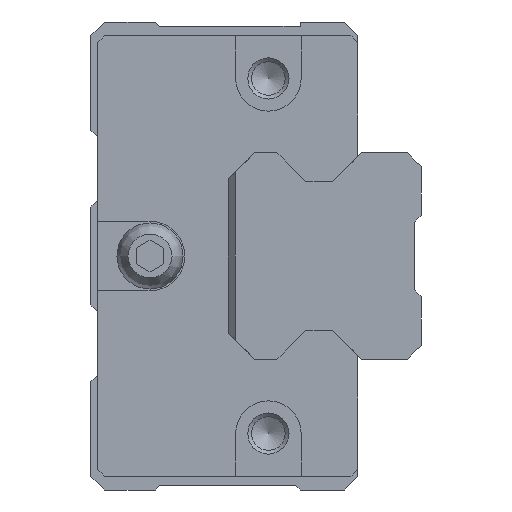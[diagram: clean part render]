
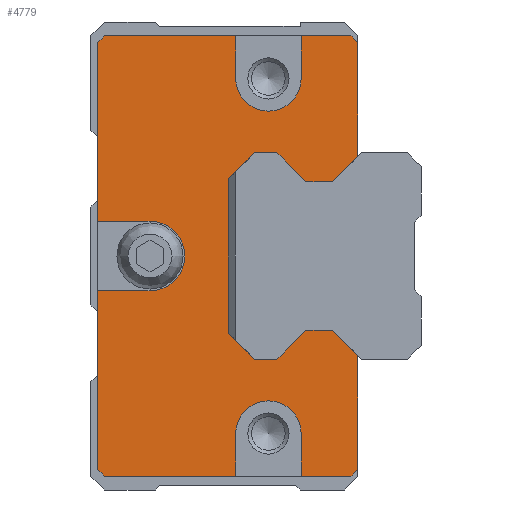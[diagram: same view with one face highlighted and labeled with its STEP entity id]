
A CAD part, left-side view. The second image highlights one B-rep face of the part: STEP entity #4779.
In plain terms, the highlighted planar face has unit normal (-1, 0, 0).
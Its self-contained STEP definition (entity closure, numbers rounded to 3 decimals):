
#497=CIRCLE('',#5269,2.52);
#498=CIRCLE('',#5270,2.38);
#499=CIRCLE('',#5271,2.38);
#697=FACE_OUTER_BOUND('',#995,.T.);
#995=EDGE_LOOP('',(#3955,#3956,#3957,#3958,#3959,#3960,#3961,#3962,#3963,
#3964,#3965,#3966,#3967,#3968,#3969,#3970,#3971,#3972,#3973,#3974,#3975,
#3976,#3977,#3978,#3979,#3980,#3981,#3982,#3983,#3984,#3985,#3986));
#1338=LINE('',#7617,#1795);
#1344=LINE('',#7629,#1801);
#1345=LINE('',#7633,#1802);
#1352=LINE('',#7648,#1809);
#1355=LINE('',#7652,#1812);
#1356=LINE('',#7655,#1813);
#1357=LINE('',#7657,#1814);
#1358=LINE('',#7659,#1815);
#1359=LINE('',#7663,#1816);
#1360=LINE('',#7665,#1817);
#1361=LINE('',#7667,#1818);
#1362=LINE('',#7669,#1819);
#1363=LINE('',#7671,#1820);
#1364=LINE('',#7675,#1821);
#1365=LINE('',#7677,#1822);
#1366=LINE('',#7679,#1823);
#1367=LINE('',#7680,#1824);
#1368=LINE('',#7682,#1825);
#1369=LINE('',#7684,#1826);
#1370=LINE('',#7686,#1827);
#1371=LINE('',#7688,#1828);
#1372=LINE('',#7690,#1829);
#1373=LINE('',#7692,#1830);
#1374=LINE('',#7694,#1831);
#1375=LINE('',#7696,#1832);
#1376=LINE('',#7697,#1833);
#1377=LINE('',#7699,#1834);
#1378=LINE('',#7700,#1835);
#1379=LINE('',#7702,#1836);
#1795=VECTOR('',#6267,1000.);
#1801=VECTOR('',#6275,1000.);
#1802=VECTOR('',#6278,1000.);
#1809=VECTOR('',#6287,1000.);
#1812=VECTOR('',#6290,1000.);
#1813=VECTOR('',#6293,1000.);
#1814=VECTOR('',#6294,1000.);
#1815=VECTOR('',#6295,1000.);
#1816=VECTOR('',#6298,1000.);
#1817=VECTOR('',#6299,1000.);
#1818=VECTOR('',#6300,1000.);
#1819=VECTOR('',#6301,1000.);
#1820=VECTOR('',#6302,1000.);
#1821=VECTOR('',#6305,1000.);
#1822=VECTOR('',#6306,1000.);
#1823=VECTOR('',#6307,1000.);
#1824=VECTOR('',#6308,1000.);
#1825=VECTOR('',#6309,1000.);
#1826=VECTOR('',#6310,1000.);
#1827=VECTOR('',#6311,1000.);
#1828=VECTOR('',#6312,1000.);
#1829=VECTOR('',#6313,1000.);
#1830=VECTOR('',#6314,1000.);
#1831=VECTOR('',#6315,1000.);
#1832=VECTOR('',#6316,1000.);
#1833=VECTOR('',#6317,1000.);
#1834=VECTOR('',#6318,1000.);
#1835=VECTOR('',#6319,1000.);
#1836=VECTOR('',#6320,1000.);
#2293=VERTEX_POINT('',#7614);
#2294=VERTEX_POINT('',#7616);
#2296=VERTEX_POINT('',#7622);
#2299=VERTEX_POINT('',#7627);
#2300=VERTEX_POINT('',#7631);
#2301=VERTEX_POINT('',#7632);
#2305=VERTEX_POINT('',#7641);
#2307=VERTEX_POINT('',#7645);
#2308=VERTEX_POINT('',#7647);
#2310=VERTEX_POINT('',#7654);
#2311=VERTEX_POINT('',#7656);
#2312=VERTEX_POINT('',#7658);
#2313=VERTEX_POINT('',#7660);
#2314=VERTEX_POINT('',#7662);
#2315=VERTEX_POINT('',#7664);
#2316=VERTEX_POINT('',#7666);
#2317=VERTEX_POINT('',#7668);
#2318=VERTEX_POINT('',#7670);
#2319=VERTEX_POINT('',#7672);
#2320=VERTEX_POINT('',#7674);
#2321=VERTEX_POINT('',#7676);
#2322=VERTEX_POINT('',#7678);
#2323=VERTEX_POINT('',#7681);
#2324=VERTEX_POINT('',#7683);
#2325=VERTEX_POINT('',#7685);
#2326=VERTEX_POINT('',#7687);
#2327=VERTEX_POINT('',#7689);
#2328=VERTEX_POINT('',#7691);
#2329=VERTEX_POINT('',#7693);
#2330=VERTEX_POINT('',#7695);
#2331=VERTEX_POINT('',#7698);
#2332=VERTEX_POINT('',#7701);
#2874=EDGE_CURVE('',#2294,#2293,#1338,.T.);
#2880=EDGE_CURVE('',#2299,#2296,#1344,.T.);
#2881=EDGE_CURVE('',#2300,#2301,#1345,.T.);
#2888=EDGE_CURVE('',#2307,#2308,#1352,.T.);
#2891=EDGE_CURVE('',#2301,#2305,#1355,.T.);
#2892=EDGE_CURVE('',#2310,#2305,#1356,.T.);
#2893=EDGE_CURVE('',#2311,#2300,#1357,.T.);
#2894=EDGE_CURVE('',#2311,#2312,#1358,.T.);
#2895=EDGE_CURVE('',#2312,#2313,#497,.T.);
#2896=EDGE_CURVE('',#2313,#2314,#1359,.T.);
#2897=EDGE_CURVE('',#2315,#2314,#1360,.T.);
#2898=EDGE_CURVE('',#2316,#2315,#1361,.T.);
#2899=EDGE_CURVE('',#2317,#2316,#1362,.T.);
#2900=EDGE_CURVE('',#2317,#2318,#1363,.T.);
#2901=EDGE_CURVE('',#2318,#2319,#498,.T.);
#2902=EDGE_CURVE('',#2319,#2320,#1364,.T.);
#2903=EDGE_CURVE('',#2321,#2320,#1365,.T.);
#2904=EDGE_CURVE('',#2322,#2321,#1366,.T.);
#2905=EDGE_CURVE('',#2296,#2322,#1367,.T.);
#2906=EDGE_CURVE('',#2299,#2323,#1368,.T.);
#2907=EDGE_CURVE('',#2323,#2324,#1369,.T.);
#2908=EDGE_CURVE('',#2324,#2325,#1370,.T.);
#2909=EDGE_CURVE('',#2325,#2326,#1371,.T.);
#2910=EDGE_CURVE('',#2326,#2327,#1372,.T.);
#2911=EDGE_CURVE('',#2327,#2328,#1373,.T.);
#2912=EDGE_CURVE('',#2328,#2329,#1374,.T.);
#2913=EDGE_CURVE('',#2329,#2330,#1375,.T.);
#2914=EDGE_CURVE('',#2330,#2294,#1376,.T.);
#2915=EDGE_CURVE('',#2331,#2293,#1377,.T.);
#2916=EDGE_CURVE('',#2308,#2331,#1378,.T.);
#2917=EDGE_CURVE('',#2307,#2332,#1379,.T.);
#2918=EDGE_CURVE('',#2332,#2310,#499,.T.);
#3955=ORIENTED_EDGE('',*,*,#2892,.T.);
#3956=ORIENTED_EDGE('',*,*,#2891,.F.);
#3957=ORIENTED_EDGE('',*,*,#2881,.F.);
#3958=ORIENTED_EDGE('',*,*,#2893,.F.);
#3959=ORIENTED_EDGE('',*,*,#2894,.T.);
#3960=ORIENTED_EDGE('',*,*,#2895,.T.);
#3961=ORIENTED_EDGE('',*,*,#2896,.T.);
#3962=ORIENTED_EDGE('',*,*,#2897,.F.);
#3963=ORIENTED_EDGE('',*,*,#2898,.F.);
#3964=ORIENTED_EDGE('',*,*,#2899,.F.);
#3965=ORIENTED_EDGE('',*,*,#2900,.T.);
#3966=ORIENTED_EDGE('',*,*,#2901,.T.);
#3967=ORIENTED_EDGE('',*,*,#2902,.T.);
#3968=ORIENTED_EDGE('',*,*,#2903,.F.);
#3969=ORIENTED_EDGE('',*,*,#2904,.F.);
#3970=ORIENTED_EDGE('',*,*,#2905,.F.);
#3971=ORIENTED_EDGE('',*,*,#2880,.F.);
#3972=ORIENTED_EDGE('',*,*,#2906,.T.);
#3973=ORIENTED_EDGE('',*,*,#2907,.T.);
#3974=ORIENTED_EDGE('',*,*,#2908,.T.);
#3975=ORIENTED_EDGE('',*,*,#2909,.T.);
#3976=ORIENTED_EDGE('',*,*,#2910,.T.);
#3977=ORIENTED_EDGE('',*,*,#2911,.T.);
#3978=ORIENTED_EDGE('',*,*,#2912,.T.);
#3979=ORIENTED_EDGE('',*,*,#2913,.T.);
#3980=ORIENTED_EDGE('',*,*,#2914,.T.);
#3981=ORIENTED_EDGE('',*,*,#2874,.T.);
#3982=ORIENTED_EDGE('',*,*,#2915,.F.);
#3983=ORIENTED_EDGE('',*,*,#2916,.F.);
#3984=ORIENTED_EDGE('',*,*,#2888,.F.);
#3985=ORIENTED_EDGE('',*,*,#2917,.T.);
#3986=ORIENTED_EDGE('',*,*,#2918,.T.);
#4564=PLANE('',#5268);
#4779=ADVANCED_FACE('',(#697),#4564,.F.);
#5268=AXIS2_PLACEMENT_3D('',#7653,#6291,#6292);
#5269=AXIS2_PLACEMENT_3D('',#7661,#6296,#6297);
#5270=AXIS2_PLACEMENT_3D('',#7673,#6303,#6304);
#5271=AXIS2_PLACEMENT_3D('',#7703,#6321,#6322);
#6267=DIRECTION('',(0.,-0.707,0.707));
#6275=DIRECTION('',(0.,-0.707,-0.707));
#6278=DIRECTION('',(0.,-0.707,0.707));
#6287=DIRECTION('',(0.,-1.,0.));
#6290=DIRECTION('',(0.,-1.,0.));
#6291=DIRECTION('center_axis',(1.,0.,0.));
#6292=DIRECTION('ref_axis',(0.,0.,-1.));
#6293=DIRECTION('',(0.,0.,1.));
#6294=DIRECTION('',(0.,0.,1.));
#6295=DIRECTION('',(0.,-1.,0.));
#6296=DIRECTION('center_axis',(1.,0.,0.));
#6297=DIRECTION('ref_axis',(0.,0.,-1.));
#6298=DIRECTION('',(0.,1.,0.));
#6299=DIRECTION('',(0.,0.,1.));
#6300=DIRECTION('',(0.,0.707,0.707));
#6301=DIRECTION('',(0.,1.,0.));
#6302=DIRECTION('',(0.,0.,1.));
#6303=DIRECTION('center_axis',(1.,0.,0.));
#6304=DIRECTION('ref_axis',(0.,0.,-1.));
#6305=DIRECTION('',(0.,0.,-1.));
#6306=DIRECTION('',(0.,1.,0.));
#6307=DIRECTION('',(0.,0.707,-0.707));
#6308=DIRECTION('',(0.,0.,-1.));
#6309=DIRECTION('',(0.,1.,0.));
#6310=DIRECTION('',(0.,0.707,-0.707));
#6311=DIRECTION('',(0.,1.,0.));
#6312=DIRECTION('',(0.,0.707,0.707));
#6313=DIRECTION('',(0.,0.,1.));
#6314=DIRECTION('',(0.,-0.707,0.707));
#6315=DIRECTION('',(0.,-1.,0.));
#6316=DIRECTION('',(0.,-0.707,-0.707));
#6317=DIRECTION('',(0.,-1.,0.));
#6318=DIRECTION('',(0.,0.,-1.));
#6319=DIRECTION('',(0.,-0.707,-0.707));
#6320=DIRECTION('',(0.,0.,-1.));
#6321=DIRECTION('center_axis',(1.,0.,0.));
#6322=DIRECTION('ref_axis',(0.,0.,-1.));
#7614=CARTESIAN_POINT('',(470.,4.6,7.25));
#7616=CARTESIAN_POINT('',(470.,6.45,5.4));
#7617=CARTESIAN_POINT('',(470.,6.45,5.4));
#7622=CARTESIAN_POINT('',(470.,4.6,-7.25));
#7627=CARTESIAN_POINT('',(470.,6.45,-5.4));
#7629=CARTESIAN_POINT('',(470.,8.225,-3.625));
#7631=CARTESIAN_POINT('',(470.,23.5,15.5));
#7632=CARTESIAN_POINT('',(470.,23.,16.));
#7633=CARTESIAN_POINT('',(470.,23.5,15.5));
#7641=CARTESIAN_POINT('',(470.,13.48,16.));
#7645=CARTESIAN_POINT('',(470.,8.72,16.));
#7647=CARTESIAN_POINT('',(470.,5.1,16.));
#7648=CARTESIAN_POINT('',(470.,23.,16.));
#7652=CARTESIAN_POINT('',(470.,23.,16.));
#7653=CARTESIAN_POINT('Origin',(470.,4.6,0.));
#7654=CARTESIAN_POINT('',(470.,13.48,12.9));
#7655=CARTESIAN_POINT('',(470.,13.48,12.9));
#7656=CARTESIAN_POINT('',(470.,23.5,2.52));
#7657=CARTESIAN_POINT('',(470.,23.5,-15.5));
#7658=CARTESIAN_POINT('',(470.,19.7,2.52));
#7659=CARTESIAN_POINT('',(470.,35.5,2.52));
#7660=CARTESIAN_POINT('',(470.,19.7,-2.52));
#7661=CARTESIAN_POINT('Origin',(470.,19.7,0.));
#7662=CARTESIAN_POINT('',(470.,23.5,-2.52));
#7663=CARTESIAN_POINT('',(470.,19.7,-2.52));
#7664=CARTESIAN_POINT('',(470.,23.5,-15.5));
#7665=CARTESIAN_POINT('',(470.,23.5,-15.5));
#7666=CARTESIAN_POINT('',(470.,23.,-16.));
#7667=CARTESIAN_POINT('',(470.,23.,-16.));
#7668=CARTESIAN_POINT('',(470.,13.48,-16.));
#7669=CARTESIAN_POINT('',(470.,5.1,-16.));
#7670=CARTESIAN_POINT('',(470.,13.48,-12.9));
#7671=CARTESIAN_POINT('',(470.,13.48,-32.9));
#7672=CARTESIAN_POINT('',(470.,8.72,-12.9));
#7673=CARTESIAN_POINT('Origin',(470.,11.1,-12.9));
#7674=CARTESIAN_POINT('',(470.,8.72,-16.));
#7675=CARTESIAN_POINT('',(470.,8.72,-12.9));
#7676=CARTESIAN_POINT('',(470.,5.1,-16.));
#7677=CARTESIAN_POINT('',(470.,5.1,-16.));
#7678=CARTESIAN_POINT('',(470.,4.6,-15.5));
#7679=CARTESIAN_POINT('',(470.,4.6,-15.5));
#7680=CARTESIAN_POINT('',(470.,4.6,15.5));
#7681=CARTESIAN_POINT('',(470.,8.38,-5.4));
#7682=CARTESIAN_POINT('',(470.,6.45,-5.4));
#7683=CARTESIAN_POINT('',(470.,10.48,-7.5));
#7684=CARTESIAN_POINT('',(470.,8.38,-5.4));
#7685=CARTESIAN_POINT('',(470.,12.12,-7.5));
#7686=CARTESIAN_POINT('',(470.,10.48,-7.5));
#7687=CARTESIAN_POINT('',(470.,14.,-5.62));
#7688=CARTESIAN_POINT('',(470.,12.12,-7.5));
#7689=CARTESIAN_POINT('',(470.,14.,5.62));
#7690=CARTESIAN_POINT('',(470.,14.,-5.62));
#7691=CARTESIAN_POINT('',(470.,12.12,7.5));
#7692=CARTESIAN_POINT('',(470.,14.,5.62));
#7693=CARTESIAN_POINT('',(470.,10.48,7.5));
#7694=CARTESIAN_POINT('',(470.,12.12,7.5));
#7695=CARTESIAN_POINT('',(470.,8.38,5.4));
#7696=CARTESIAN_POINT('',(470.,10.48,7.5));
#7697=CARTESIAN_POINT('',(470.,8.38,5.4));
#7698=CARTESIAN_POINT('',(470.,4.6,15.5));
#7699=CARTESIAN_POINT('',(470.,4.6,15.5));
#7700=CARTESIAN_POINT('',(470.,5.1,16.));
#7701=CARTESIAN_POINT('',(470.,8.72,12.9));
#7702=CARTESIAN_POINT('',(470.,8.72,32.9));
#7703=CARTESIAN_POINT('Origin',(470.,11.1,12.9));
